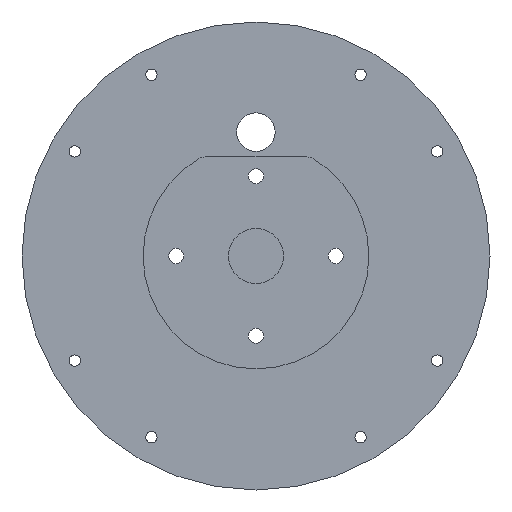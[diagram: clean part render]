
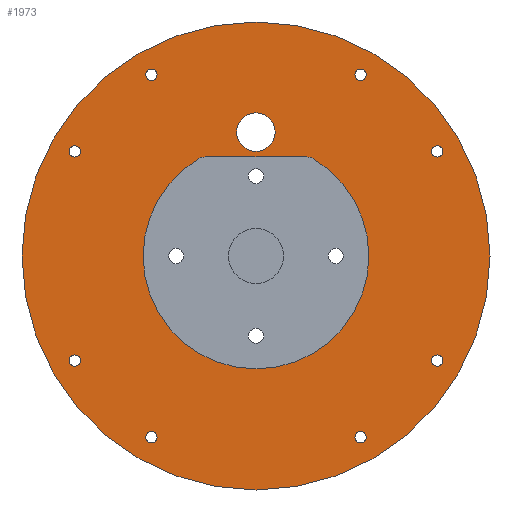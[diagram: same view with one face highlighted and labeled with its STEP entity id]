
A CAD part, front view. The second image highlights one B-rep face of the part: STEP entity #1973.
In plain terms, the highlighted planar face has unit normal (0, -1, 0).
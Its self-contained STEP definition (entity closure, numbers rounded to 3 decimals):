
#130=FACE_BOUND('',#499,.T.);
#131=FACE_BOUND('',#500,.T.);
#132=FACE_BOUND('',#501,.T.);
#133=FACE_BOUND('',#502,.T.);
#134=FACE_BOUND('',#503,.T.);
#135=FACE_BOUND('',#504,.T.);
#136=FACE_BOUND('',#505,.T.);
#137=FACE_BOUND('',#506,.T.);
#138=FACE_BOUND('',#507,.T.);
#139=FACE_BOUND('',#508,.T.);
#211=CIRCLE('',#2110,2.067);
#214=CIRCLE('',#2115,2.067);
#217=CIRCLE('',#2120,2.067);
#220=CIRCLE('',#2125,2.067);
#223=CIRCLE('',#2130,2.067);
#226=CIRCLE('',#2135,2.067);
#229=CIRCLE('',#2140,2.067);
#232=CIRCLE('',#2145,2.067);
#233=CIRCLE('',#2147,7.);
#237=CIRCLE('',#2154,85.);
#275=CIRCLE('',#2238,5.);
#277=CIRCLE('',#2241,41.);
#279=CIRCLE('',#2244,5.);
#364=FACE_OUTER_BOUND('',#498,.T.);
#498=EDGE_LOOP('',(#1711));
#499=EDGE_LOOP('',(#1712));
#500=EDGE_LOOP('',(#1713));
#501=EDGE_LOOP('',(#1714));
#502=EDGE_LOOP('',(#1715));
#503=EDGE_LOOP('',(#1716));
#504=EDGE_LOOP('',(#1717));
#505=EDGE_LOOP('',(#1718));
#506=EDGE_LOOP('',(#1719));
#507=EDGE_LOOP('',(#1720));
#508=EDGE_LOOP('',(#1721,#1722,#1723,#1724));
#645=LINE('',#3468,#777);
#777=VECTOR('',#2794,10.);
#902=VERTEX_POINT('',#3135);
#905=VERTEX_POINT('',#3145);
#908=VERTEX_POINT('',#3155);
#911=VERTEX_POINT('',#3165);
#914=VERTEX_POINT('',#3175);
#917=VERTEX_POINT('',#3185);
#920=VERTEX_POINT('',#3195);
#923=VERTEX_POINT('',#3205);
#924=VERTEX_POINT('',#3209);
#928=VERTEX_POINT('',#3222);
#982=VERTEX_POINT('',#3466);
#983=VERTEX_POINT('',#3467);
#986=VERTEX_POINT('',#3475);
#988=VERTEX_POINT('',#3481);
#1094=EDGE_CURVE('',#902,#902,#211,.T.);
#1099=EDGE_CURVE('',#905,#905,#214,.T.);
#1104=EDGE_CURVE('',#908,#908,#217,.T.);
#1109=EDGE_CURVE('',#911,#911,#220,.T.);
#1114=EDGE_CURVE('',#914,#914,#223,.T.);
#1119=EDGE_CURVE('',#917,#917,#226,.T.);
#1124=EDGE_CURVE('',#920,#920,#229,.T.);
#1129=EDGE_CURVE('',#923,#923,#232,.T.);
#1131=EDGE_CURVE('',#924,#924,#233,.T.);
#1137=EDGE_CURVE('',#928,#928,#237,.T.);
#1237=EDGE_CURVE('',#982,#983,#645,.T.);
#1241=EDGE_CURVE('',#986,#982,#275,.T.);
#1244=EDGE_CURVE('',#988,#986,#277,.T.);
#1247=EDGE_CURVE('',#983,#988,#279,.T.);
#1711=ORIENTED_EDGE('',*,*,#1137,.F.);
#1712=ORIENTED_EDGE('',*,*,#1131,.T.);
#1713=ORIENTED_EDGE('',*,*,#1094,.T.);
#1714=ORIENTED_EDGE('',*,*,#1099,.T.);
#1715=ORIENTED_EDGE('',*,*,#1104,.T.);
#1716=ORIENTED_EDGE('',*,*,#1109,.T.);
#1717=ORIENTED_EDGE('',*,*,#1114,.T.);
#1718=ORIENTED_EDGE('',*,*,#1119,.T.);
#1719=ORIENTED_EDGE('',*,*,#1124,.T.);
#1720=ORIENTED_EDGE('',*,*,#1129,.T.);
#1721=ORIENTED_EDGE('',*,*,#1237,.T.);
#1722=ORIENTED_EDGE('',*,*,#1247,.T.);
#1723=ORIENTED_EDGE('',*,*,#1244,.T.);
#1724=ORIENTED_EDGE('',*,*,#1241,.T.);
#1885=PLANE('',#2251);
#1973=ADVANCED_FACE('',(#364,#130,#131,#132,#133,#134,#135,#136,#137,#138,
#139),#1885,.F.);
#2110=AXIS2_PLACEMENT_3D('',#3137,#2473,#2474);
#2115=AXIS2_PLACEMENT_3D('',#3147,#2485,#2486);
#2120=AXIS2_PLACEMENT_3D('',#3157,#2497,#2498);
#2125=AXIS2_PLACEMENT_3D('',#3167,#2509,#2510);
#2130=AXIS2_PLACEMENT_3D('',#3177,#2521,#2522);
#2135=AXIS2_PLACEMENT_3D('',#3187,#2533,#2534);
#2140=AXIS2_PLACEMENT_3D('',#3197,#2545,#2546);
#2145=AXIS2_PLACEMENT_3D('',#3207,#2557,#2558);
#2147=AXIS2_PLACEMENT_3D('',#3211,#2562,#2563);
#2154=AXIS2_PLACEMENT_3D('',#3224,#2578,#2579);
#2238=AXIS2_PLACEMENT_3D('',#3476,#2800,#2801);
#2241=AXIS2_PLACEMENT_3D('',#3482,#2807,#2808);
#2244=AXIS2_PLACEMENT_3D('',#3487,#2814,#2815);
#2251=AXIS2_PLACEMENT_3D('',#3498,#2828,#2829);
#2473=DIRECTION('center_axis',(0.,1.,0.));
#2474=DIRECTION('ref_axis',(1.,0.,0.));
#2485=DIRECTION('center_axis',(0.,1.,0.));
#2486=DIRECTION('ref_axis',(1.,0.,0.));
#2497=DIRECTION('center_axis',(0.,1.,0.));
#2498=DIRECTION('ref_axis',(1.,0.,0.));
#2509=DIRECTION('center_axis',(0.,1.,0.));
#2510=DIRECTION('ref_axis',(1.,0.,0.));
#2521=DIRECTION('center_axis',(0.,1.,0.));
#2522=DIRECTION('ref_axis',(1.,0.,0.));
#2533=DIRECTION('center_axis',(0.,1.,0.));
#2534=DIRECTION('ref_axis',(1.,0.,0.));
#2545=DIRECTION('center_axis',(0.,1.,0.));
#2546=DIRECTION('ref_axis',(1.,0.,0.));
#2557=DIRECTION('center_axis',(0.,1.,0.));
#2558=DIRECTION('ref_axis',(1.,0.,0.));
#2562=DIRECTION('center_axis',(0.,1.,0.));
#2563=DIRECTION('ref_axis',(1.,0.,0.));
#2578=DIRECTION('center_axis',(0.,1.,0.));
#2579=DIRECTION('ref_axis',(-1.,0.,0.));
#2794=DIRECTION('',(1.,0.,0.));
#2800=DIRECTION('center_axis',(0.,1.,0.));
#2801=DIRECTION('ref_axis',(0.,0.,1.));
#2807=DIRECTION('center_axis',(0.,1.,0.));
#2808=DIRECTION('ref_axis',(-0.508,0.,0.861));
#2814=DIRECTION('center_axis',(0.,1.,0.));
#2815=DIRECTION('ref_axis',(0.508,0.,0.861));
#2828=DIRECTION('center_axis',(0.,1.,0.));
#2829=DIRECTION('ref_axis',(0.,0.,1.));
#3135=CARTESIAN_POINT('',(35.933,0.,65.818));
#3137=CARTESIAN_POINT('Origin',(38.,0.,65.818));
#3145=CARTESIAN_POINT('',(63.751,0.,38.));
#3147=CARTESIAN_POINT('Origin',(65.818,0.,38.));
#3155=CARTESIAN_POINT('',(63.751,0.,-38.));
#3157=CARTESIAN_POINT('Origin',(65.818,0.,-38.));
#3165=CARTESIAN_POINT('',(35.933,0.,-65.818));
#3167=CARTESIAN_POINT('Origin',(38.,0.,-65.818));
#3175=CARTESIAN_POINT('',(-40.067,0.,-65.818));
#3177=CARTESIAN_POINT('Origin',(-38.,0.,-65.818));
#3185=CARTESIAN_POINT('',(-67.885,0.,-38.));
#3187=CARTESIAN_POINT('Origin',(-65.818,0.,-38.));
#3195=CARTESIAN_POINT('',(-67.885,0.,38.));
#3197=CARTESIAN_POINT('Origin',(-65.818,0.,38.));
#3205=CARTESIAN_POINT('',(-40.067,0.,65.818));
#3207=CARTESIAN_POINT('Origin',(-38.,0.,65.818));
#3209=CARTESIAN_POINT('',(-7.041,0.,45.));
#3211=CARTESIAN_POINT('Origin',(-0.041,0.,45.));
#3222=CARTESIAN_POINT('',(85.,0.,0.));
#3224=CARTESIAN_POINT('Origin',(0.,0.,0.));
#3466=CARTESIAN_POINT('',(-18.303,0.,36.));
#3467=CARTESIAN_POINT('',(18.303,0.,36.));
#3468=CARTESIAN_POINT('',(-9.152,0.,36.));
#3475=CARTESIAN_POINT('',(-20.845,0.,35.306));
#3476=CARTESIAN_POINT('Origin',(-18.303,0.,31.));
#3481=CARTESIAN_POINT('',(20.845,0.,35.306));
#3482=CARTESIAN_POINT('Origin',(0.,0.,0.));
#3487=CARTESIAN_POINT('Origin',(18.303,0.,31.));
#3498=CARTESIAN_POINT('Origin',(0.,0.,0.));
